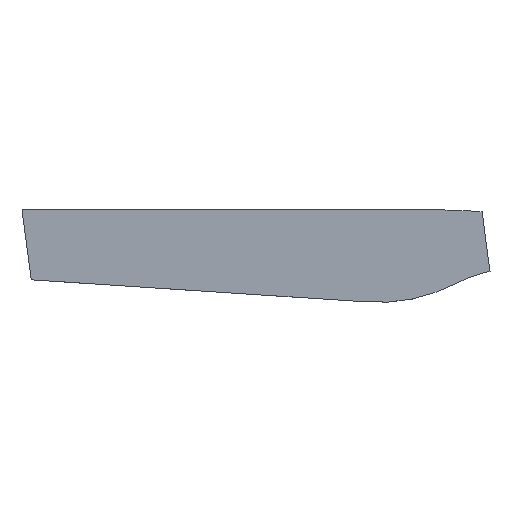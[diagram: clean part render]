
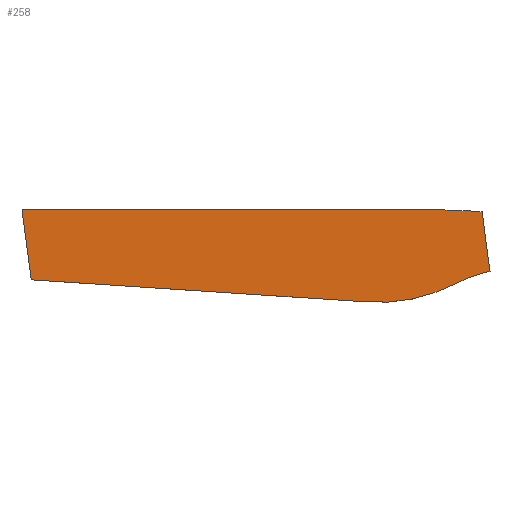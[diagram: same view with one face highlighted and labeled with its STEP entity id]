
A CAD part, top view. The second image highlights one B-rep face of the part: STEP entity #258.
In plain terms, the highlighted face is planar.
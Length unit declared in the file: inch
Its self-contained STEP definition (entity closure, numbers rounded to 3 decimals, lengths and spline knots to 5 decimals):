
#4 = VERTEX_POINT ( 'NONE', #145 ) ;
#8 = AXIS2_PLACEMENT_3D ( 'NONE', #305, #164, #22 ) ;
#9 = CARTESIAN_POINT ( 'NONE',  ( 7.29134, 3.05052, -3.75762 ) ) ;
#15 = ORIENTED_EDGE ( 'NONE', *, *, #106, .T. ) ;
#18 = CARTESIAN_POINT ( 'NONE',  ( 7.63023, -0.82301, -2.27623 ) ) ;
#19 = CARTESIAN_POINT ( 'NONE',  ( 7.46382, 1.0791, -2.27179 ) ) ;
#22 = DIRECTION ( 'NONE',  ( -0.087, 0.996, 0. ) ) ;
#34 = VECTOR ( 'NONE', #263, 39.37008 ) ;
#44 = AXIS2_PLACEMENT_3D ( 'NONE', #9, #176, #134 ) ;
#50 = VERTEX_POINT ( 'NONE', #315 ) ;
#56 = FACE_OUTER_BOUND ( 'NONE', #124, .T. ) ;
#59 = ORIENTED_EDGE ( 'NONE', *, *, #158, .T. ) ;
#66 = AXIS2_PLACEMENT_3D ( 'NONE', #19, #242, #138 ) ;
#68 = CARTESIAN_POINT ( 'NONE',  ( 7.37015, 2.14975, -5.86516 ) ) ;
#86 = CIRCLE ( 'NONE', #8, 1.40695 ) ;
#88 = ORIENTED_EDGE ( 'NONE', *, *, #151, .T. ) ;
#93 = CARTESIAN_POINT ( 'NONE',  ( 7.29741, 2.98121, -2.27179 ) ) ;
#99 = ORIENTED_EDGE ( 'NONE', *, *, #226, .T. ) ;
#104 = AXIS2_PLACEMENT_3D ( 'NONE', #68, #209, #163 ) ;
#106 = EDGE_CURVE ( 'NONE', #4, #50, #260, .T. ) ;
#113 = VERTEX_POINT ( 'NONE', #205 ) ;
#119 = PLANE ( 'NONE',  #66 ) ;
#124 = EDGE_LOOP ( 'NONE', ( #88, #99, #179, #59, #15, #246, #170 ) ) ;
#128 = VERTEX_POINT ( 'NONE', #159 ) ;
#134 = DIRECTION ( 'NONE',  ( -0.087, 0.996, 0. ) ) ;
#138 = DIRECTION ( 'NONE',  ( -0.087, 0.996, 0. ) ) ;
#145 = CARTESIAN_POINT ( 'NONE',  ( 7.3227, 2.69206, -2.7725 ) ) ;
#151 = EDGE_CURVE ( 'NONE', #177, #128, #297, .T. ) ;
#158 = EDGE_CURVE ( 'NONE', #223, #4, #86, .T. ) ;
#159 = CARTESIAN_POINT ( 'NONE',  ( 7.63023, -0.82301, -1.68568 ) ) ;
#160 = VECTOR ( 'NONE', #310, 39.37008 ) ;
#161 = CARTESIAN_POINT ( 'NONE',  ( 7.32721, 2.64057, -2.1463 ) ) ;
#163 = DIRECTION ( 'NONE',  ( -0.087, 0.996, 0. ) ) ;
#164 = DIRECTION ( 'NONE',  ( 0.996, 0.087, 0. ) ) ;
#169 = VECTOR ( 'NONE', #185, 39.37008 ) ;
#170 = ORIENTED_EDGE ( 'NONE', *, *, #221, .T. ) ;
#176 = DIRECTION ( 'NONE',  ( -0.996, -0.087, 0. ) ) ;
#177 = VERTEX_POINT ( 'NONE', #181 ) ;
#179 = ORIENTED_EDGE ( 'NONE', *, *, #284, .T. ) ;
#181 = CARTESIAN_POINT ( 'NONE',  ( 7.32721, 2.64057, -2.1463 ) ) ;
#184 = DIRECTION ( 'NONE',  ( 0.086, -0.988, 0.131 ) ) ;
#185 = DIRECTION ( 'NONE',  ( -0.085, 0.977, -0.196 ) ) ;
#188 = CARTESIAN_POINT ( 'NONE',  ( 7.63023, -0.82301, -2.27623 ) ) ;
#202 = CIRCLE ( 'NONE', #104, 3.75135 ) ;
#204 = EDGE_CURVE ( 'NONE', #50, #113, #302, .T. ) ;
#205 = CARTESIAN_POINT ( 'NONE',  ( 7.29741, 2.98121, -2.20783 ) ) ;
#209 = DIRECTION ( 'NONE',  ( 0.996, 0.087, 0. ) ) ;
#221 = EDGE_CURVE ( 'NONE', #113, #177, #202, .T. ) ;
#222 = LINE ( 'NONE', #240, #34 ) ;
#223 = VERTEX_POINT ( 'NONE', #291 ) ;
#226 = EDGE_CURVE ( 'NONE', #128, #228, #222, .T. ) ;
#228 = VERTEX_POINT ( 'NONE', #18 ) ;
#232 = LINE ( 'NONE', #188, #169 ) ;
#240 = CARTESIAN_POINT ( 'NONE',  ( 7.63023, -0.82301, -2.27179 ) ) ;
#242 = DIRECTION ( 'NONE',  ( 0.996, 0.087, 0. ) ) ;
#246 = ORIENTED_EDGE ( 'NONE', *, *, #204, .T. ) ;
#258 = ADVANCED_FACE ( 'NONE', ( #56 ), #119, .T. ) ;
#260 = CIRCLE ( 'NONE', #44, 1.04878 ) ;
#263 = DIRECTION ( 'NONE',  ( 0., 0., -1. ) ) ;
#284 = EDGE_CURVE ( 'NONE', #228, #223, #232, .T. ) ;
#288 = VECTOR ( 'NONE', #184, 39.37008 ) ;
#291 = CARTESIAN_POINT ( 'NONE',  ( 7.39063, 1.91563, -2.82627 ) ) ;
#297 = LINE ( 'NONE', #161, #288 ) ;
#302 = LINE ( 'NONE', #93, #160 ) ;
#305 = CARTESIAN_POINT ( 'NONE',  ( 7.36477, 2.21118, -1.45095 ) ) ;
#310 = DIRECTION ( 'NONE',  ( 0., 0., 1. ) ) ;
#315 = CARTESIAN_POINT ( 'NONE',  ( 7.29741, 2.98121, -2.71115 ) ) ;
